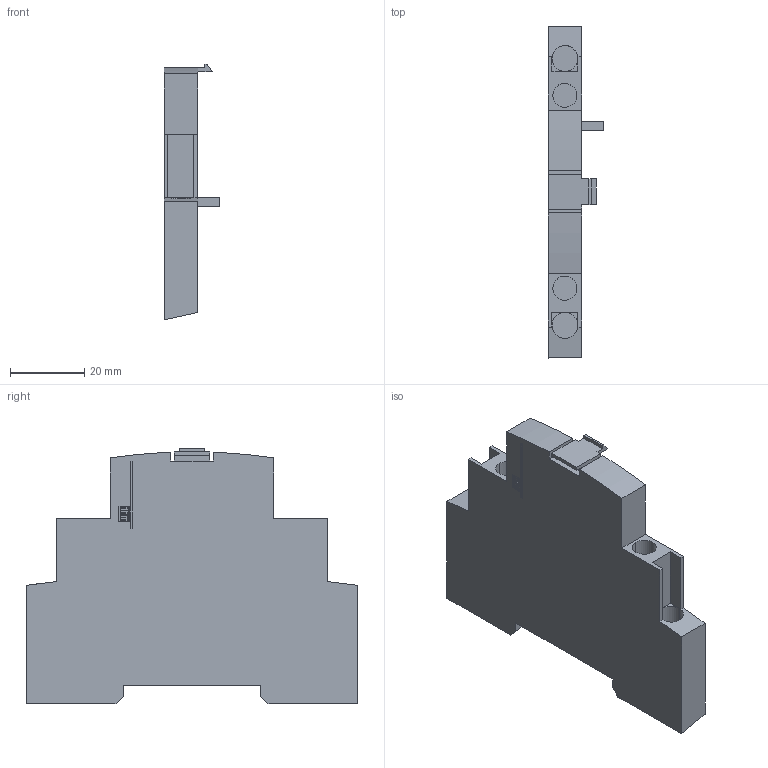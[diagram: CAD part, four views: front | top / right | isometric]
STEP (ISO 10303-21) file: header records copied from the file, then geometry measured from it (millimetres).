
FILE_DESCRIPTION (( 'STEP AP203' ), '1' );
FILE_NAME ('ACBS-11.step', '2020-08-11T10:21:36', ( '' ), ( '' ), 'SwSTEP 2.0', 'SolidWorks 2019', '' );
FILE_SCHEMA (( 'CONFIG_CONTROL_DESIGN' ));
Length unit declared in the file: millimetre
Products named in the file (1): ACBS-11
Bounding box: 15 x 89.5 x 69 mm (x, y, z)
Volume: 39802.4 mm3; surface area: 13915 mm2
Topology: 1 solids, 1 shells, 125 faces, 322 edges, 210 vertices
Faces by surface type: plane 115, cylinder 10
Entity records: 3805 total; most frequent: CARTESIAN_POINT 664, ORIENTED_EDGE 644, DIRECTION 596, EDGE_CURVE 322, LINE 296, VECTOR 296, VERTEX_POINT 210, AXIS2_PLACEMENT_3D 150
